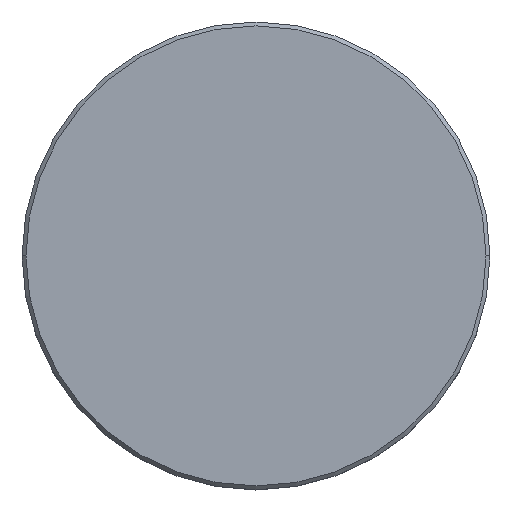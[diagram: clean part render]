
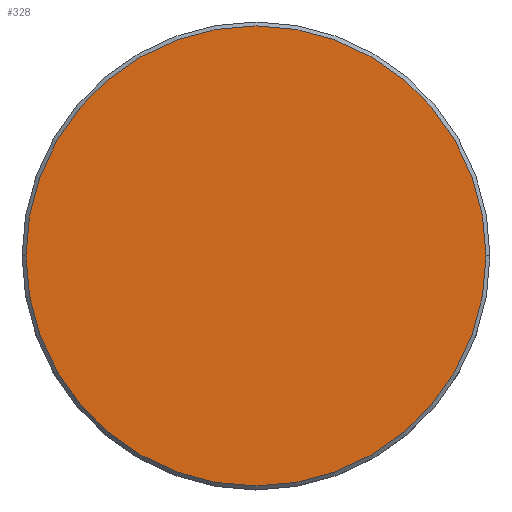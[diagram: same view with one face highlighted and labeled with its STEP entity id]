
A CAD part, top view. The second image highlights one B-rep face of the part: STEP entity #328.
In plain terms, the highlighted planar face has unit normal (0, 0, 1).
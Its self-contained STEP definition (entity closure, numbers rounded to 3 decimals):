
#74 = CIRCLE ( 'NONE', #953, 29.5 ) ;
#102 = CARTESIAN_POINT ( 'NONE',  ( 0., 0., 0. ) ) ;
#206 = AXIS2_PLACEMENT_3D ( 'NONE', #102, #460, #382 ) ;
#226 = DIRECTION ( 'NONE',  ( 0., 0., 1. ) ) ;
#297 = ORIENTED_EDGE ( 'NONE', *, *, #974, .T. ) ;
#312 = EDGE_CURVE ( 'NONE', #1020, #1036, #964, .T. ) ;
#321 = EDGE_LOOP ( 'NONE', ( #297, #915 ) ) ;
#328 = ADVANCED_FACE ( 'NONE', ( #742 ), #564, .T. ) ;
#331 = DIRECTION ( 'NONE',  ( 0., 0., 1. ) ) ;
#382 = DIRECTION ( 'NONE',  ( 1., 0., 0. ) ) ;
#460 = DIRECTION ( 'NONE',  ( 0., 0., 1. ) ) ;
#564 = PLANE ( 'NONE',  #878 ) ;
#574 = CARTESIAN_POINT ( 'NONE',  ( -29.5, 0., 0. ) ) ;
#594 = DIRECTION ( 'NONE',  ( 1., 0., 0. ) ) ;
#742 = FACE_OUTER_BOUND ( 'NONE', #321, .T. ) ;
#765 = CARTESIAN_POINT ( 'NONE',  ( 29.5, 0., 0. ) ) ;
#878 = AXIS2_PLACEMENT_3D ( 'NONE', #928, #226, #594 ) ;
#915 = ORIENTED_EDGE ( 'NONE', *, *, #312, .T. ) ;
#928 = CARTESIAN_POINT ( 'NONE',  ( 0., 0., 0. ) ) ;
#953 = AXIS2_PLACEMENT_3D ( 'NONE', #959, #331, #1061 ) ;
#959 = CARTESIAN_POINT ( 'NONE',  ( 0., 0., 0. ) ) ;
#964 = CIRCLE ( 'NONE', #206, 29.5 ) ;
#974 = EDGE_CURVE ( 'NONE', #1036, #1020, #74, .T. ) ;
#1020 = VERTEX_POINT ( 'NONE', #765 ) ;
#1036 = VERTEX_POINT ( 'NONE', #574 ) ;
#1061 = DIRECTION ( 'NONE',  ( 1., 0., 0. ) ) ;
